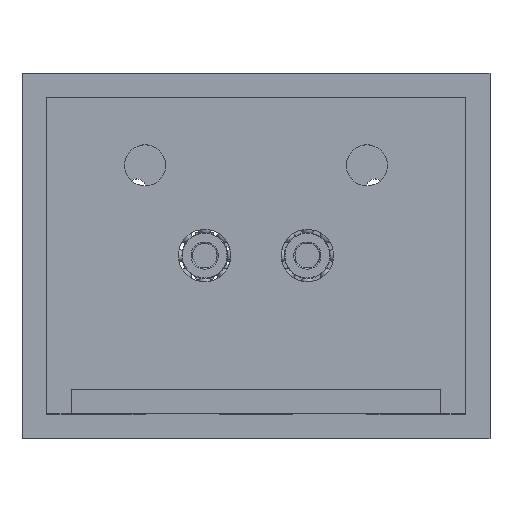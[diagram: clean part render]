
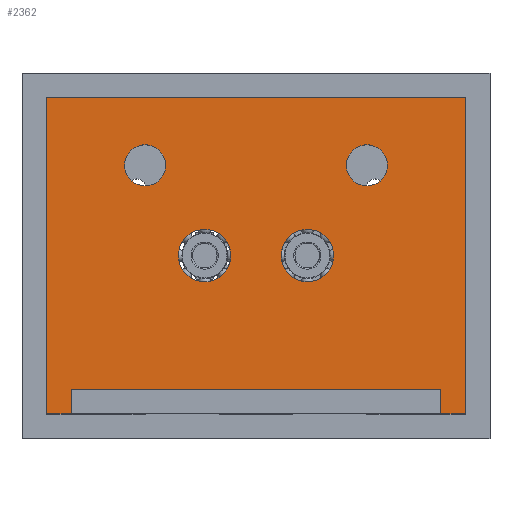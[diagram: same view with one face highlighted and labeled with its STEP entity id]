
A CAD part, top view. The second image highlights one B-rep face of the part: STEP entity #2362.
In plain terms, the highlighted planar face has unit normal (0, 0, 1).
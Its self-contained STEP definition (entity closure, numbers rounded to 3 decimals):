
#1870=FACE_BOUND('',#4011,.T.);
#1871=FACE_BOUND('',#4012,.T.);
#1872=FACE_BOUND('',#4013,.T.);
#1873=FACE_BOUND('',#4014,.T.);
#1874=FACE_BOUND('',#4015,.T.);
#2036=CIRCLE('',#13845,6.4);
#2038=CIRCLE('',#13848,6.4);
#2040=CIRCLE('',#13869,5.);
#2041=CIRCLE('',#13870,5.);
#2362=ADVANCED_FACE('',(#1870,#1871,#1872,#1873,#1874),#3015,.T.);
#3015=PLANE('',#13871);
#4011=EDGE_LOOP('',(#5513));
#4012=EDGE_LOOP('',(#5514));
#4013=EDGE_LOOP('',(#5515));
#4014=EDGE_LOOP('',(#5516));
#4015=EDGE_LOOP('',(#5517,#5518,#5519,#5520,#5521,#5522,#5523,#5524));
#5513=ORIENTED_EDGE('',*,*,#10069,.T.);
#5514=ORIENTED_EDGE('',*,*,#10070,.T.);
#5515=ORIENTED_EDGE('',*,*,#9879,.T.);
#5516=ORIENTED_EDGE('',*,*,#9877,.T.);
#5517=ORIENTED_EDGE('',*,*,#10010,.T.);
#5518=ORIENTED_EDGE('',*,*,#9925,.T.);
#5519=ORIENTED_EDGE('',*,*,#10038,.T.);
#5520=ORIENTED_EDGE('',*,*,#10067,.T.);
#5521=ORIENTED_EDGE('',*,*,#9941,.T.);
#5522=ORIENTED_EDGE('',*,*,#10071,.F.);
#5523=ORIENTED_EDGE('',*,*,#9984,.T.);
#5524=ORIENTED_EDGE('',*,*,#10068,.T.);
#8519=VERTEX_POINT('',#17803);
#8521=VERTEX_POINT('',#17808);
#8567=VERTEX_POINT('',#17901);
#8568=VERTEX_POINT('',#17903);
#8582=VERTEX_POINT('',#17933);
#8583=VERTEX_POINT('',#17935);
#8610=VERTEX_POINT('',#17990);
#8624=VERTEX_POINT('',#18019);
#8650=VERTEX_POINT('',#18073);
#8676=VERTEX_POINT('',#18127);
#8685=VERTEX_POINT('',#18181);
#8686=VERTEX_POINT('',#18183);
#9877=EDGE_CURVE('',#8519,#8519,#2036,.T.);
#9879=EDGE_CURVE('',#8521,#8521,#2038,.T.);
#9925=EDGE_CURVE('',#8568,#8567,#11728,.T.);
#9941=EDGE_CURVE('',#8583,#8582,#11744,.T.);
#9984=EDGE_CURVE('',#8610,#8624,#11787,.T.);
#10010=EDGE_CURVE('',#8650,#8568,#11813,.T.);
#10038=EDGE_CURVE('',#8567,#8676,#11841,.T.);
#10067=EDGE_CURVE('',#8676,#8583,#11870,.T.);
#10068=EDGE_CURVE('',#8624,#8650,#11871,.T.);
#10069=EDGE_CURVE('',#8685,#8685,#2040,.T.);
#10070=EDGE_CURVE('',#8686,#8686,#2041,.T.);
#10071=EDGE_CURVE('',#8610,#8582,#11872,.T.);
#11728=LINE('',#17902,#12780);
#11744=LINE('',#17934,#12796);
#11787=LINE('',#18020,#12839);
#11813=LINE('',#18072,#12865);
#11841=LINE('',#18128,#12893);
#11870=LINE('',#18176,#12922);
#11871=LINE('',#18178,#12923);
#11872=LINE('',#18184,#12924);
#12780=VECTOR('',#15079,1.);
#12796=VECTOR('',#15097,1.);
#12839=VECTOR('',#15142,1.);
#12865=VECTOR('',#15170,1.);
#12893=VECTOR('',#15200,1.);
#12922=VECTOR('',#15251,1.);
#12923=VECTOR('',#15254,1.);
#12924=VECTOR('',#15261,1.);
#13845=AXIS2_PLACEMENT_3D('',#17802,#15021,#15022);
#13848=AXIS2_PLACEMENT_3D('',#17807,#15027,#15028);
#13869=AXIS2_PLACEMENT_3D('',#18180,#15257,#15258);
#13870=AXIS2_PLACEMENT_3D('',#18182,#15259,#15260);
#13871=AXIS2_PLACEMENT_3D('',#18185,#15262,#15263);
#15021=DIRECTION('',(0.,0.,-1.));
#15022=DIRECTION('',(-1.,0.,0.));
#15027=DIRECTION('',(0.,0.,-1.));
#15028=DIRECTION('',(-1.,0.,0.));
#15079=DIRECTION('',(1.,0.,0.));
#15097=DIRECTION('',(0.,-1.,0.));
#15142=DIRECTION('',(0.,1.,0.));
#15170=DIRECTION('',(0.,-1.,0.));
#15200=DIRECTION('',(0.,1.,0.));
#15251=DIRECTION('',(-1.,0.,0.));
#15254=DIRECTION('',(-1.,0.,0.));
#15257=DIRECTION('',(0.,0.,-1.));
#15258=DIRECTION('',(1.,0.,0.));
#15259=DIRECTION('',(0.,0.,-1.));
#15260=DIRECTION('',(1.,0.,0.));
#15261=DIRECTION('',(1.,0.,0.));
#15262=DIRECTION('',(0.,0.,1.));
#15263=DIRECTION('',(1.,0.,0.));
#17802=CARTESIAN_POINT('',(38.5,38.5,49.));
#17803=CARTESIAN_POINT('',(32.1,38.5,49.));
#17807=CARTESIAN_POINT('',(63.5,38.5,49.));
#17808=CARTESIAN_POINT('',(57.1,38.5,49.));
#17901=CARTESIAN_POINT('',(102.,0.,49.));
#17902=CARTESIAN_POINT('',(0.,0.,49.));
#17903=CARTESIAN_POINT('',(0.,0.,49.));
#17933=CARTESIAN_POINT('',(96.,71.,49.));
#17934=CARTESIAN_POINT('',(96.,77.,49.));
#17935=CARTESIAN_POINT('',(96.,77.,49.));
#17990=CARTESIAN_POINT('',(6.,71.,49.));
#18019=CARTESIAN_POINT('',(6.,77.,49.));
#18020=CARTESIAN_POINT('',(6.,6.,49.));
#18072=CARTESIAN_POINT('',(0.,77.,49.));
#18073=CARTESIAN_POINT('',(0.,77.,49.));
#18127=CARTESIAN_POINT('',(102.,77.,49.));
#18128=CARTESIAN_POINT('',(102.,0.,49.));
#18176=CARTESIAN_POINT('',(102.,77.,49.));
#18178=CARTESIAN_POINT('',(6.,77.,49.));
#18180=CARTESIAN_POINT('',(78.,16.5,49.));
#18181=CARTESIAN_POINT('',(83.,16.5,49.));
#18182=CARTESIAN_POINT('',(24.,16.5,49.));
#18183=CARTESIAN_POINT('',(29.,16.5,49.));
#18184=CARTESIAN_POINT('',(6.,71.,49.));
#18185=CARTESIAN_POINT('',(0.,0.,49.));
